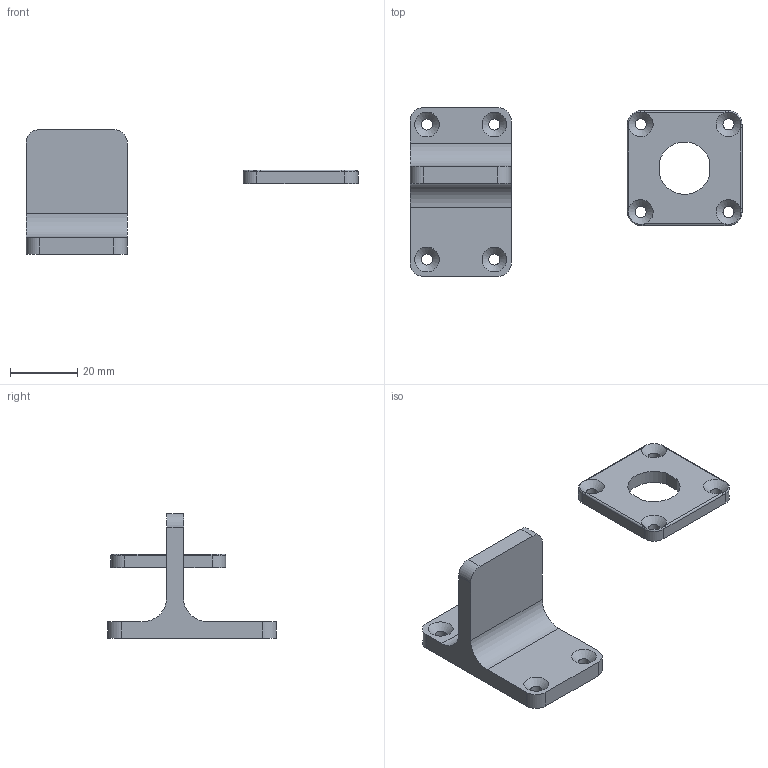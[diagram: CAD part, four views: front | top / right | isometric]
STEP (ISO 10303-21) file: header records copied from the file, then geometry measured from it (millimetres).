
FILE_DESCRIPTION(/* description */ (''),/* implementation_level */ '2;1');
FILE_NAME(/* name */ 'COCKPIT HANDHELD LIGHT BRACKET v3.step',/* time_stamp */ '2022-06-12T10:58:23+10:00',/* author */ (''),/* organization */ (''),/* preprocessor_version */ 'ST-DEVELOPER v18.1',/* originating_system */ 'Autodesk Translation Framework v10.13.0.1454',/* authorisation */ '');
FILE_SCHEMA (('AUTOMOTIVE_DESIGN { 1 0 10303 214 3 1 1 }'));
Length unit declared in the file: millimetre
Products named in the file (1): COCKPIT HANDHELD LIGHT BRACKET
Bounding box: 98.39 x 50 x 37 mm (x, y, z)
Volume: 16103.1 mm3; surface area: 8584.1 mm2
Topology: 2 solids, 2 shells, 64 faces, 166 edges, 102 vertices
Faces by surface type: cylinder 34, plane 18, cone 8, torus 4
Full cylindrical faces by diameter (mm): 3.3 x8
Entity records: 2048 total; most frequent: CARTESIAN_POINT 373, DIRECTION 362, ORIENTED_EDGE 332, EDGE_CURVE 166, AXIS2_PLACEMENT_3D 139, VERTEX_POINT 102, LINE 84, VECTOR 84
